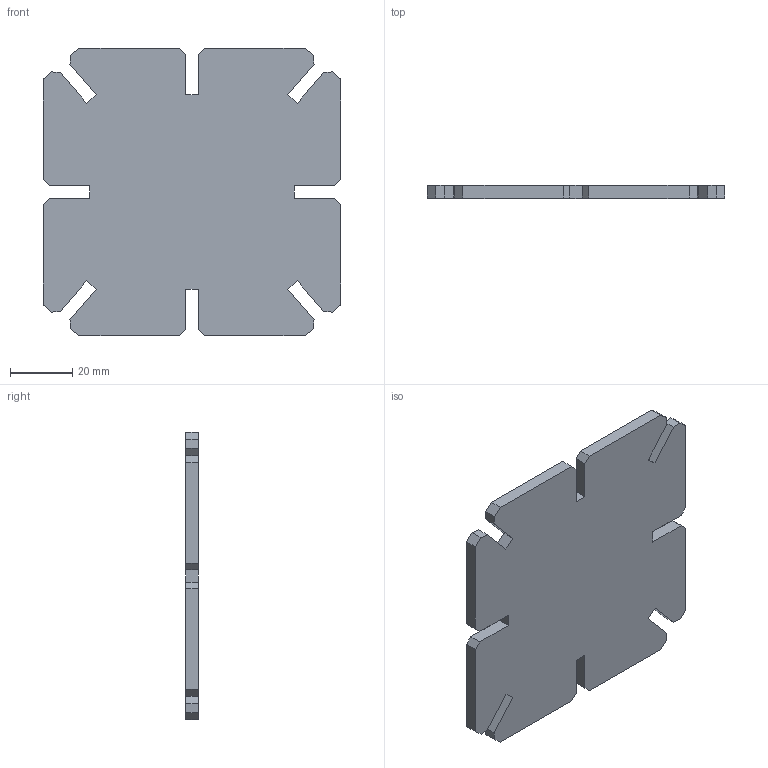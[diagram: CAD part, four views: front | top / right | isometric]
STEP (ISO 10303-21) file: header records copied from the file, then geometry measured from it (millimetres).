
FILE_DESCRIPTION(/* description */ (''),/* implementation_level */ '2;1');
FILE_NAME(/* name */ 'Parametric drawing.step',/* time_stamp */ '2023-05-05T00:35:12-05:00',/* author */ ('Roberto'),/* organization */ (''),/* preprocessor_version */ 'ST-DEVELOPER v18.1',/* originating_system */ 'Autodesk Inventor 2022',/* authorisation */ '');
FILE_SCHEMA (('AUTOMOTIVE_DESIGN { 1 0 10303 214 3 1 1 }'));
Length unit declared in the file: millimetre
Products named in the file (1): Parametrico 1
Bounding box: 95.85 x 4.1 x 92.59 mm (x, y, z)
Volume: 33317.5 mm3; surface area: 18603.4 mm2
Topology: 1 solids, 1 shells, 58 faces, 168 edges, 112 vertices
Faces by surface type: plane 58
Entity records: 1913 total; most frequent: CARTESIAN_POINT 339, ORIENTED_EDGE 336, DIRECTION 286, LINE 168, VECTOR 168, EDGE_CURVE 168, VERTEX_POINT 112, AXIS2_PLACEMENT_3D 59
